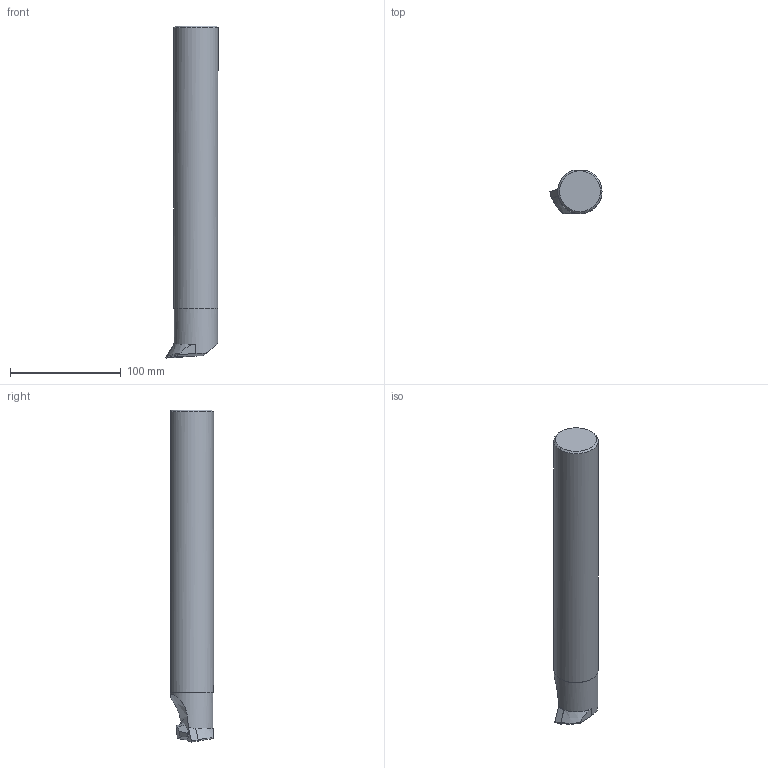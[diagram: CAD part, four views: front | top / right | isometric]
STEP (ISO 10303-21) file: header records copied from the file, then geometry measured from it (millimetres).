
FILE_DESCRIPTION((''),'2;1');
FILE_NAME('70568840_ASM','2018-10-22T14:00:45',('piechottad'),(''),'CREO PARAMETRIC BY PTC INC, 2017380','CREO PARAMETRIC BY PTC INC, 2017380','');
FILE_SCHEMA(('AUTOMOTIVE_DESIGN { 1 0 10303 214 1 1 1 1 }'));
Length unit declared in the file: millimetre
Products named in the file (3): 70568840NC; 70568840C; 70568840_ASM
Assembly tree (2 placements, depth 2):
  70568840_ASM
    70568840NC
    70568840C
Bounding box: 47 x 39 x 300.01 mm (x, y, z)
Volume: 359507.7 mm3; surface area: 40324.9 mm2
Topology: 2 solids, 2 shells, 44 faces, 124 edges, 84 vertices
Faces by surface type: plane 26, cylinder 8, cone 6, bspline 2, torus 2
Entity records: 3697 total; most frequent: CARTESIAN_POINT 543, DIRECTION 312, ORIENTED_EDGE 228, PRESENTATION_STYLE_ASSIGNMENT 220, STYLED_ITEM 220, CURVE_STYLE 174, PROPERTY_DEFINITION 165, REPRESENTATION 163
